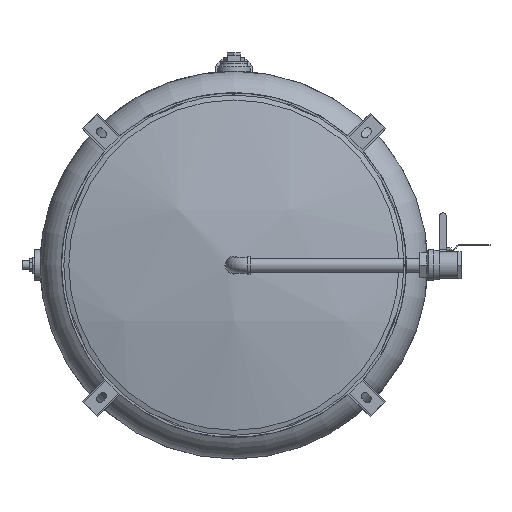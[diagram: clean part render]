
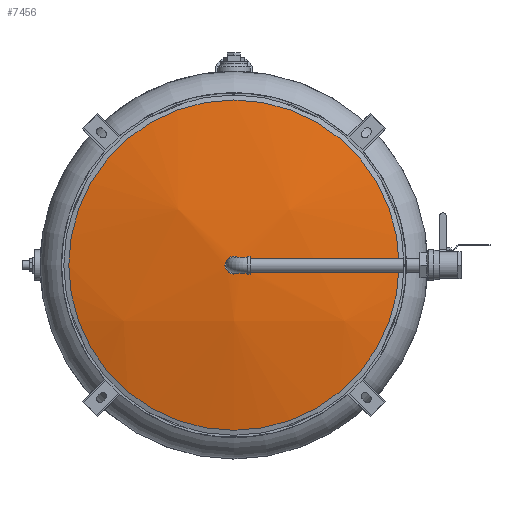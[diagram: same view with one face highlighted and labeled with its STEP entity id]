
A CAD part, front view. The second image highlights one B-rep face of the part: STEP entity #7456.
In plain terms, the highlighted spherical face has radius 1498.6 mm.
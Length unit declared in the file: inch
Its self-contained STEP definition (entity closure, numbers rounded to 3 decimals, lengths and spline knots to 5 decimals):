
#15=SPHERICAL_SURFACE('',#8094,59.);
#1907=FACE_BOUND('',#2913,.T.);
#2341=FACE_OUTER_BOUND('',#2912,.T.);
#2912=EDGE_LOOP('',(#6604));
#2913=EDGE_LOOP('',(#6605));
#3003=CIRCLE('',#7727,0.83);
#3133=CIRCLE('',#8095,15.33574);
#3407=VERTEX_POINT('',#11585);
#3780=VERTEX_POINT('',#13668);
#4188=EDGE_CURVE('',#3407,#3407,#3003,.T.);
#4723=EDGE_CURVE('',#3780,#3780,#3133,.T.);
#6604=ORIENTED_EDGE('',*,*,#4723,.F.);
#6605=ORIENTED_EDGE('',*,*,#4188,.T.);
#7456=ADVANCED_FACE('',(#2341,#1907),#15,.T.);
#7727=AXIS2_PLACEMENT_3D('',#11586,#8926,#8927);
#8094=AXIS2_PLACEMENT_3D('',#13667,#10037,#10038);
#8095=AXIS2_PLACEMENT_3D('',#13669,#10039,#10040);
#8926=DIRECTION('center_axis',(0.,1.,0.));
#8927=DIRECTION('ref_axis',(1.,0.,0.));
#10037=DIRECTION('center_axis',(0.,0.,1.));
#10038=DIRECTION('ref_axis',(1.,0.,0.));
#10039=DIRECTION('center_axis',(0.,1.,0.));
#10040=DIRECTION('ref_axis',(1.,0.,0.));
#11585=CARTESIAN_POINT('',(-0.83,-58.99416,0.));
#11586=CARTESIAN_POINT('Origin',(0.,-58.99416,0.));
#13667=CARTESIAN_POINT('Origin',(0.,0.,0.));
#13668=CARTESIAN_POINT('',(-15.33574,-56.97206,0.));
#13669=CARTESIAN_POINT('Origin',(0.,-56.97206,0.));
